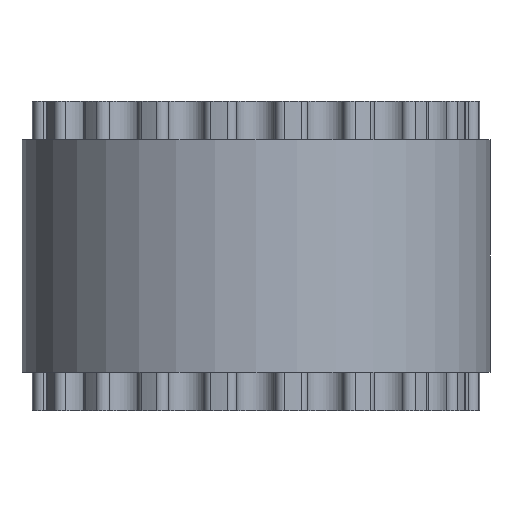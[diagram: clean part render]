
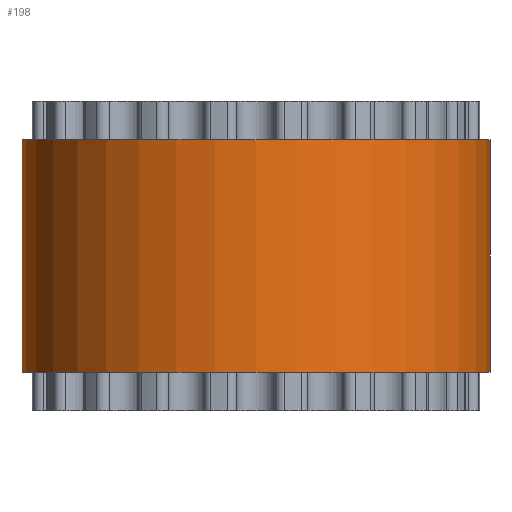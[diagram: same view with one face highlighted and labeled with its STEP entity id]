
A CAD part, front view. The second image highlights one B-rep face of the part: STEP entity #198.
In plain terms, the highlighted cylindrical face has radius 6.048 mm (diameter 12.096 mm), a full revolution.
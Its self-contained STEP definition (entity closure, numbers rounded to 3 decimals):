
#97=FACE_BOUND('',#432,.T.);
#98=FACE_BOUND('',#433,.T.);
#198=ADVANCED_FACE('',(#97,#98),#275,.T.);
#275=CYLINDRICAL_SURFACE('',#1815,6.048);
#432=EDGE_LOOP('',(#1042));
#433=EDGE_LOOP('',(#1043));
#1042=ORIENTED_EDGE('',*,*,#1426,.T.);
#1043=ORIENTED_EDGE('',*,*,#1427,.T.);
#1196=VERTEX_POINT('',#2820);
#1197=VERTEX_POINT('',#2822);
#1426=EDGE_CURVE('',#1196,#1196,#1580,.T.);
#1427=EDGE_CURVE('',#1197,#1197,#1581,.T.);
#1580=CIRCLE('',#1813,6.048);
#1581=CIRCLE('',#1814,6.048);
#1813=AXIS2_PLACEMENT_3D('',#2819,#2354,#2355);
#1814=AXIS2_PLACEMENT_3D('',#2821,#2356,#2357);
#1815=AXIS2_PLACEMENT_3D('',#2823,#2358,#2359);
#2354=DIRECTION('',(0.,0.,1.));
#2355=DIRECTION('',(1.,0.,0.));
#2356=DIRECTION('',(0.,0.,-1.));
#2357=DIRECTION('',(1.,0.,0.));
#2358=DIRECTION('',(0.,0.,1.));
#2359=DIRECTION('',(1.,0.,0.));
#2819=CARTESIAN_POINT('',(0.,0.,1.));
#2820=CARTESIAN_POINT('',(6.048,0.,1.));
#2821=CARTESIAN_POINT('',(0.,0.,7.));
#2822=CARTESIAN_POINT('',(6.048,0.,7.));
#2823=CARTESIAN_POINT('',(0.,0.,1.));
